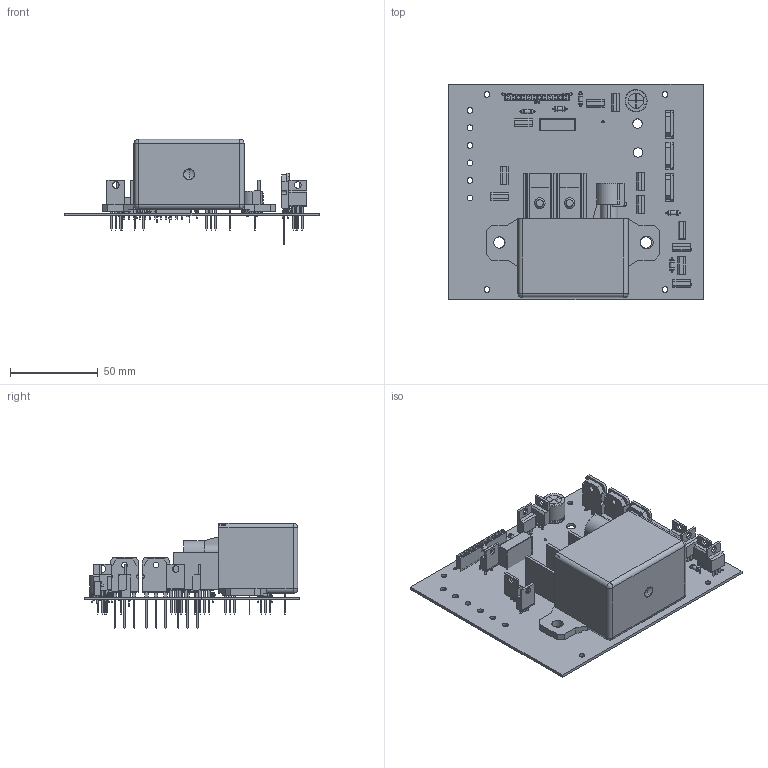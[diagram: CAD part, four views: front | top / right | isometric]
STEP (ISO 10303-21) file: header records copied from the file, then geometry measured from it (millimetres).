
FILE_DESCRIPTION(('FreeCAD Model'),'2;1');
FILE_NAME('vcu-power.step', '2019-04-01T22:04:22',('kicad StepUp'),('ksu MCAD'), 'Open CASCADE STEP processor 7.3','FreeCAD','Unknown');
FILE_SCHEMA(('AUTOMOTIVE_DESIGN { 1 0 10303 214 1 1 1 1 }'));
Length unit declared in the file: millimetre
Products named in the file (29): vcu-power; Board_Geoms; Pcb; Step_Models; Top; PR_PR_5CA232F4; P1_connnector12-1_5C9E3A81; C1_CP_Radial_D125mm_P500mm_5C9E3A41[2]; D1_TO-220-3_Vertical_5C9E3A48; D2_TO-220-3_Vertical_5C9E3A4F; D3_TO-220-3_Vertical_5C9E3A56; D4_TO-220-3_Vertical_5CA2337E; D5_TO-220-3_Vertical_5C9E3A64; D6_TO-220-3_Vertical_5C9E3A6B; "IXTQ52P10P_"_TO-3P-3_Vertical_5C9E3AB5; "IXTQ52P10P_"_TO-3P-3_Vertical_5C9E3ABC; "IXTQ52P10P_"_TO-3P-3_Vertical_5C9E3AC3; Q4_TO-220-3_Vertical_5C9E3ACA; Q5_TO-220-3_Vertical_5C9E3AD1; Q6_TO-220-3_Vertical_5C9E3AD8; Q7_TO-220-3_Vertical_5C9E3ADF; R1_R_Axial_DIN0207_L63mm_D25mm_P762mm_Horizontal_5C9E3AE5; R2_R_Axial_DIN0207_L63mm_D25mm_P762mm_Horizontal_5C9E3AEB; R3_R_Axial_DIN0207_L63mm_D25mm_P762mm_Horizontal_5C9E3AF1; R4_R_Axial_DIN0207_L63mm_D25mm_P762mm_Horizontal_5C9E3AF7; R5_TO-220-2_Vertical_5C9E3AFD; R6_R_Axial_DIN0207_L63mm_D25mm_P762mm_Horizontal_5CA238F1; Bot; U1_pcr_5C9E3B0F
Assembly tree (28 placements, depth 4):
  vcu-power
    Board_Geoms
      Pcb
    Step_Models
      Top
        PR_PR_5CA232F4
        P1_connnector12-1_5C9E3A81
        C1_CP_Radial_D125mm_P500mm_5C9E3A41[2]
        D1_TO-220-3_Vertical_5C9E3A48
        D2_TO-220-3_Vertical_5C9E3A4F
        D3_TO-220-3_Vertical_5C9E3A56
        D4_TO-220-3_Vertical_5CA2337E
        D5_TO-220-3_Vertical_5C9E3A64
        D6_TO-220-3_Vertical_5C9E3A6B
        "IXTQ52P10P_"_TO-3P-3_Vertical_5C9E3AB5
        "IXTQ52P10P_"_TO-3P-3_Vertical_5C9E3ABC
        "IXTQ52P10P_"_TO-3P-3_Vertical_5C9E3AC3
        Q4_TO-220-3_Vertical_5C9E3ACA
        Q5_TO-220-3_Vertical_5C9E3AD1
        Q6_TO-220-3_Vertical_5C9E3AD8
        Q7_TO-220-3_Vertical_5C9E3ADF
        R1_R_Axial_DIN0207_L63mm_D25mm_P762mm_Horizontal_5C9E3AE5
        R2_R_Axial_DIN0207_L63mm_D25mm_P762mm_Horizontal_5C9E3AEB
        R3_R_Axial_DIN0207_L63mm_D25mm_P762mm_Horizontal_5C9E3AF1
        R4_R_Axial_DIN0207_L63mm_D25mm_P762mm_Horizontal_5C9E3AF7
        R5_TO-220-2_Vertical_5C9E3AFD
        R6_R_Axial_DIN0207_L63mm_D25mm_P762mm_Horizontal_5CA238F1
      Bot
        U1_pcr_5C9E3B0F
Bounding box: 145 x 122.8 x 60 mm (x, y, z)
Volume: 38928.2 mm3; surface area: 76968.2 mm2
Topology: 21 solids, 717 shells, 1602 faces, 6131 edges, 5293 vertices
Faces by surface type: plane 723, bspline 599, cylinder 149, revolution 109, torus 22
Full cylindrical faces by diameter (mm): 0.6 x10, 0.9 x2, 1.001 x42, 1.06 x12, 1.2 x4, 1.27 x3, 1.3 x2, 1.501 x9, 2.25 x5, 2.5 x10, 3.2 x3, 3.277 x4, 3.3 x3, 3.302 x6, 3.735 x11, 5.334 x2, 6.5 x2
Entity records: 79454 total; most frequent: CARTESIAN_POINT 17732, DIRECTION 8835, ORIENTED_EDGE 8622, EDGE_CURVE 6129, LINE 5434, VECTOR 5434, VERTEX_POINT 5293, FACE_BOUND 1891
